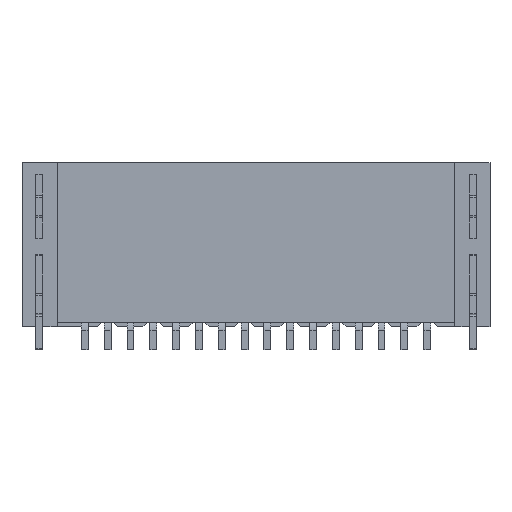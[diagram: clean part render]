
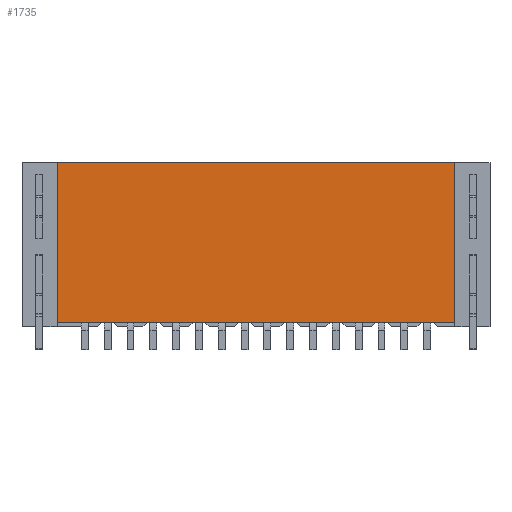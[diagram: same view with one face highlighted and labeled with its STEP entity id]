
A CAD part, front view. The second image highlights one B-rep face of the part: STEP entity #1735.
In plain terms, the highlighted planar face has unit normal (0, -1, 0).
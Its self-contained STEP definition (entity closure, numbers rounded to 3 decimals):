
#367 = CARTESIAN_POINT ( 'NONE',  ( 8.7, 0., -3.16 ) ) ;
#1105 = ORIENTED_EDGE ( 'NONE', *, *, #3598, .F. ) ;
#1205 = CARTESIAN_POINT ( 'NONE',  ( 8.7, 0., -3.35 ) ) ;
#1372 = VECTOR ( 'NONE', #1488, 1000. ) ;
#1488 = DIRECTION ( 'NONE',  ( -1., 0., 0. ) ) ;
#1735 = ADVANCED_FACE ( 'NONE', ( #11492 ), #7802, .F. ) ;
#2285 = LINE ( 'NONE', #11966, #6965 ) ;
#2336 = EDGE_CURVE ( 'NONE', #10881, #8697, #2285, .T. ) ;
#2775 = ORIENTED_EDGE ( 'NONE', *, *, #2336, .T. ) ;
#2892 = DIRECTION ( 'NONE',  ( 0., 0., -1. ) ) ;
#2994 = LINE ( 'NONE', #11065, #1372 ) ;
#3310 = DIRECTION ( 'NONE',  ( -1., 0., 0. ) ) ;
#3519 = CARTESIAN_POINT ( 'NONE',  ( -8.7, 0., -3.35 ) ) ;
#3598 = EDGE_CURVE ( 'NONE', #10881, #8198, #9936, .T. ) ;
#3965 = CARTESIAN_POINT ( 'NONE',  ( -10.25, 0., 3.35 ) ) ;
#4925 = DIRECTION ( 'NONE',  ( 0., 1., 0. ) ) ;
#5550 = EDGE_LOOP ( 'NONE', ( #2775, #11879, #7949, #1105 ) ) ;
#5699 = VECTOR ( 'NONE', #2892, 1000. ) ;
#5836 = LINE ( 'NONE', #3519, #12289 ) ;
#6423 = CARTESIAN_POINT ( 'NONE',  ( -8.7, 0., -3.16 ) ) ;
#6864 = DIRECTION ( 'NONE',  ( 0., 0., 1. ) ) ;
#6965 = VECTOR ( 'NONE', #3310, 1000. ) ;
#7772 = EDGE_CURVE ( 'NONE', #8198, #9008, #2994, .T. ) ;
#7802 = PLANE ( 'NONE',  #9526 ) ;
#7949 = ORIENTED_EDGE ( 'NONE', *, *, #7772, .F. ) ;
#8198 = VERTEX_POINT ( 'NONE', #367 ) ;
#8697 = VERTEX_POINT ( 'NONE', #8729 ) ;
#8729 = CARTESIAN_POINT ( 'NONE',  ( -8.7, 0., 3.85 ) ) ;
#9008 = VERTEX_POINT ( 'NONE', #6423 ) ;
#9036 = EDGE_CURVE ( 'NONE', #9008, #8697, #5836, .T. ) ;
#9526 = AXIS2_PLACEMENT_3D ( 'NONE', #3965, #4925, #6864 ) ;
#9936 = LINE ( 'NONE', #1205, #5699 ) ;
#10881 = VERTEX_POINT ( 'NONE', #11034 ) ;
#11034 = CARTESIAN_POINT ( 'NONE',  ( 8.7, 0., 3.85 ) ) ;
#11065 = CARTESIAN_POINT ( 'NONE',  ( 8.7, 0., -3.16 ) ) ;
#11231 = DIRECTION ( 'NONE',  ( 0., 0., 1. ) ) ;
#11492 = FACE_OUTER_BOUND ( 'NONE', #5550, .T. ) ;
#11879 = ORIENTED_EDGE ( 'NONE', *, *, #9036, .F. ) ;
#11966 = CARTESIAN_POINT ( 'NONE',  ( 10.25, 0., 3.85 ) ) ;
#12289 = VECTOR ( 'NONE', #11231, 1000. ) ;
